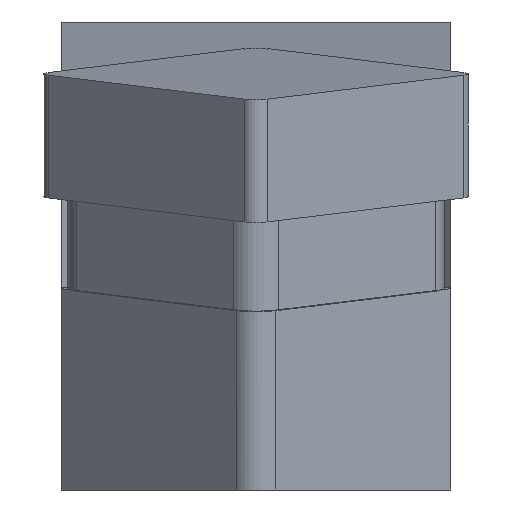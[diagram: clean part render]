
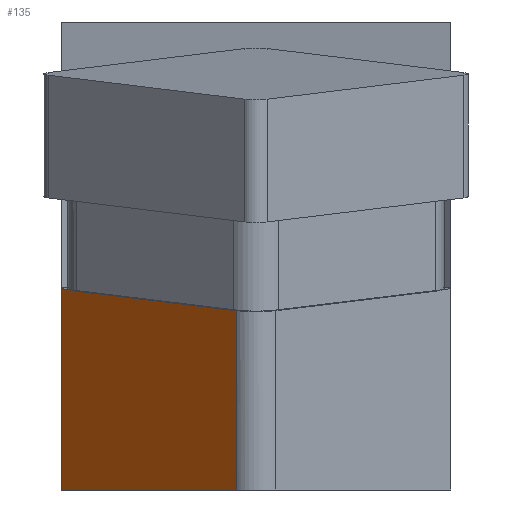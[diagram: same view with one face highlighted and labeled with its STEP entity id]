
A CAD part, left-side view. The second image highlights one B-rep face of the part: STEP entity #135.
In plain terms, the highlighted planar face has unit normal (-0.702, 0.707, -0.086).
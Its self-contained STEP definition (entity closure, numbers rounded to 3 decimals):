
#135=ADVANCED_FACE('',(#194),#169,.F.);
#169=PLANE('',#743);
#194=FACE_OUTER_BOUND('',#228,.T.);
#228=EDGE_LOOP('',(#323,#324,#325,#326,#327));
#323=ORIENTED_EDGE('',*,*,#539,.F.);
#324=ORIENTED_EDGE('',*,*,#540,.T.);
#325=ORIENTED_EDGE('',*,*,#511,.T.);
#326=ORIENTED_EDGE('',*,*,#519,.T.);
#327=ORIENTED_EDGE('',*,*,#534,.F.);
#451=VERTEX_POINT('',#972);
#453=VERTEX_POINT('',#976);
#460=VERTEX_POINT('',#992);
#471=VERTEX_POINT('',#1022);
#473=VERTEX_POINT('',#1034);
#511=EDGE_CURVE('',#451,#453,#597,.T.);
#519=EDGE_CURVE('',#453,#460,#605,.T.);
#534=EDGE_CURVE('',#471,#460,#619,.T.);
#539=EDGE_CURVE('',#473,#471,#624,.T.);
#540=EDGE_CURVE('',#473,#451,#625,.T.);
#597=LINE('',#977,#665);
#605=LINE('',#993,#673);
#619=LINE('',#1023,#687);
#624=LINE('',#1033,#692);
#625=LINE('',#1035,#693);
#665=VECTOR('',#796,1.);
#673=VECTOR('',#806,1.);
#687=VECTOR('',#830,1.);
#692=VECTOR('',#843,1.);
#693=VECTOR('',#844,1.);
#743=AXIS2_PLACEMENT_3D('',#1036,#845,#846);
#796=DIRECTION('',(0.702,0.707,0.086));
#806=DIRECTION('',(0.122,0.,-0.993));
#830=DIRECTION('',(0.71,0.704,0.));
#843=DIRECTION('',(0.122,0.,-0.993));
#844=DIRECTION('',(0.702,0.707,0.086));
#845=DIRECTION('',(0.702,-0.707,0.086));
#846=DIRECTION('',(0.71,0.704,0.));
#972=CARTESIAN_POINT('',(-116.438,14.82,-2.713));
#976=CARTESIAN_POINT('',(-116.039,15.221,-2.664));
#977=CARTESIAN_POINT('',(-116.039,15.221,-2.664));
#992=CARTESIAN_POINT('',(-114.77,15.221,-13.));
#993=CARTESIAN_POINT('',(-142.437,15.221,212.329));
#1022=CARTESIAN_POINT('',(-123.848,6.211,-13.));
#1023=CARTESIAN_POINT('',(-126.684,3.397,-13.));
#1033=CARTESIAN_POINT('',(-151.38,6.211,211.231));
#1034=CARTESIAN_POINT('',(-124.982,6.211,-3.762));
#1035=CARTESIAN_POINT('',(-116.039,15.221,-2.664));
#1036=CARTESIAN_POINT('',(-142.437,15.221,212.329));
